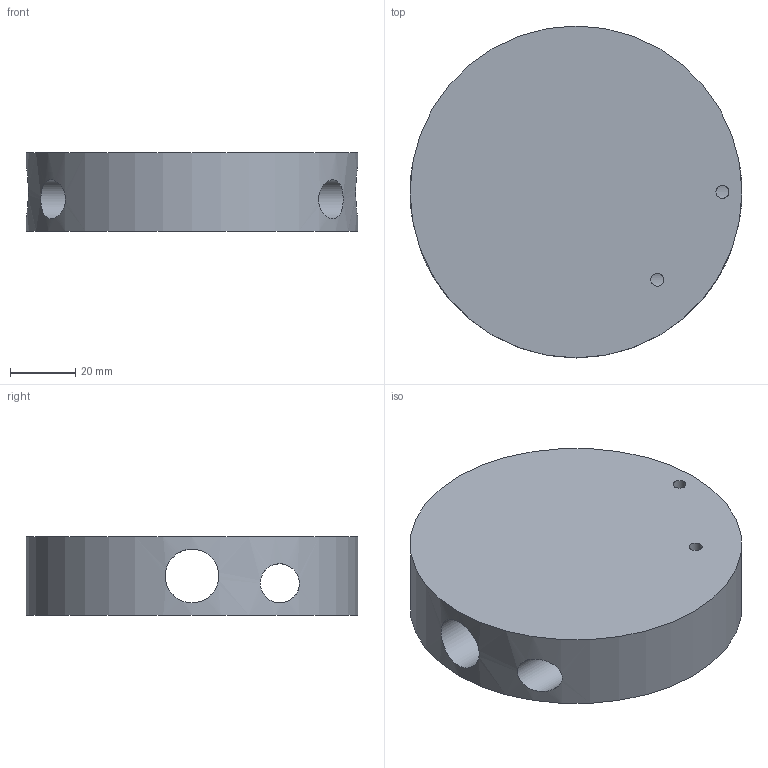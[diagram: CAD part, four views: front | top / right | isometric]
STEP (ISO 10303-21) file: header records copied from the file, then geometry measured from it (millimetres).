
FILE_DESCRIPTION(/* description */ ('Unknown'),/* implementation_level */ '2;1');
FILE_NAME(/* name */ 'Plato aluminio 110 mm',/* time_stamp */ '2020-06-16T15:48:08-04:00',/* author */ ('Unknown'),/* organization */ ('Unknown'),/* preprocessor_version */ 'ST-DEVELOPER v16.7',/* originating_system */ 'DEX',/* authorisation */ $);
FILE_SCHEMA (('AUTOMOTIVE_DESIGN {1 0 10303 214 3 1 1}'));
Length unit declared in the file: millimetre
Products named in the file (1): Plato aluminio 110 mm
Bounding box: 102 x 102 x 24 mm (x, y, z)
Volume: 164466.9 mm3; surface area: 31932.9 mm2
Topology: 1 solids, 1 shells, 7 faces, 21 edges, 14 vertices
Faces by surface type: cylinder 5, plane 2
Full cylindrical faces by diameter (mm): 4 x2, 12 x1, 16.5 x1, 102 x1
Entity records: 346 total; most frequent: CARTESIAN_POINT 124, DIRECTION 24, ORIENTED_EDGE 22, EDGE_LOOP 20, FACE_BOUND 20, AXIS2_PLACEMENT_3D 12, EDGE_CURVE 11, VERTEX_POINT 11
